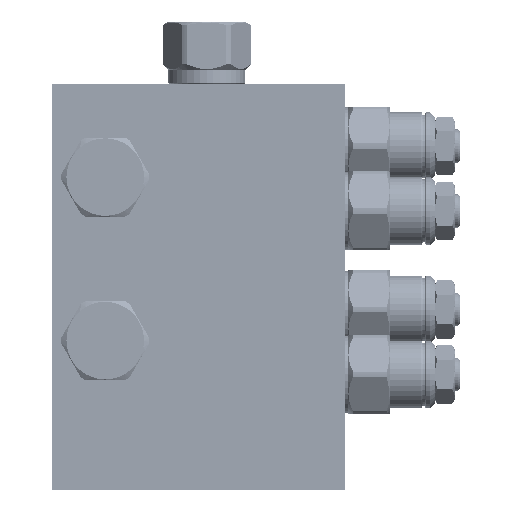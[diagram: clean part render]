
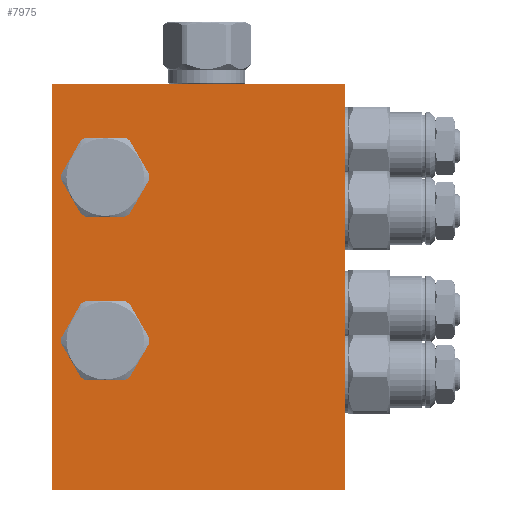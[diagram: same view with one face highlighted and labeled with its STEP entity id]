
A CAD part, left-side view. The second image highlights one B-rep face of the part: STEP entity #7975.
In plain terms, the highlighted planar face has unit normal (-1, 0, 0).
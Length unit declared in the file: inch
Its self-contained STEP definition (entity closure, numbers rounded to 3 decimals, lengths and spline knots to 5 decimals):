
#1=DIRECTION('',(0.,-1.,0.));
#2=VECTOR('',#1,3.25);
#3=CARTESIAN_POINT('',(0.,0.,0.));
#4=LINE('',#3,#2);
#47=DIRECTION('',(0.,0.,1.));
#48=VECTOR('',#47,4.5);
#49=CARTESIAN_POINT('',(0.,0.,0.));
#50=LINE('',#49,#48);
#51=CARTESIAN_POINT('',(0.,-0.594,3.469));
#52=DIRECTION('',(1.,0.,0.));
#53=DIRECTION('',(0.,0.,-1.));
#54=AXIS2_PLACEMENT_3D('',#51,#52,#53);
#56=CARTESIAN_POINT('',(0.,-0.594,3.469));
#57=DIRECTION('',(1.,0.,0.));
#58=DIRECTION('',(0.,0.,1.));
#59=AXIS2_PLACEMENT_3D('',#56,#57,#58);
#61=CARTESIAN_POINT('',(0.,-0.594,1.656));
#62=DIRECTION('',(1.,0.,0.));
#63=DIRECTION('',(0.,0.,-1.));
#64=AXIS2_PLACEMENT_3D('',#61,#62,#63);
#66=CARTESIAN_POINT('',(0.,-0.594,1.656));
#67=DIRECTION('',(1.,0.,0.));
#68=DIRECTION('',(0.,0.,1.));
#69=AXIS2_PLACEMENT_3D('',#66,#67,#68);
#119=DIRECTION('',(0.,0.,1.));
#120=VECTOR('',#119,4.5);
#121=CARTESIAN_POINT('',(0.,-3.25,0.));
#122=LINE('',#121,#120);
#203=DIRECTION('',(0.,-1.,0.));
#204=VECTOR('',#203,3.25);
#205=CARTESIAN_POINT('',(0.,0.,4.5));
#206=LINE('',#205,#204);
#6957=CARTESIAN_POINT('',(0.,0.,0.));
#6958=CARTESIAN_POINT('',(0.,-3.25,0.));
#6959=VERTEX_POINT('',#6957);
#6960=VERTEX_POINT('',#6958);
#6965=CARTESIAN_POINT('',(0.,0.,4.5));
#6966=CARTESIAN_POINT('',(0.,-3.25,4.5));
#6967=VERTEX_POINT('',#6965);
#6968=VERTEX_POINT('',#6966);
#7225=CARTESIAN_POINT('',(0.,-0.594,3.0385));
#7226=CARTESIAN_POINT('',(0.,-0.594,3.8995));
#7227=VERTEX_POINT('',#7225);
#7228=VERTEX_POINT('',#7226);
#7283=CARTESIAN_POINT('',(0.,-0.594,1.2255));
#7284=CARTESIAN_POINT('',(0.,-0.594,2.0865));
#7285=VERTEX_POINT('',#7283);
#7286=VERTEX_POINT('',#7284);
#7949=CARTESIAN_POINT('',(0.,0.,0.));
#7950=DIRECTION('',(-1.,0.,0.));
#7951=DIRECTION('',(0.,-1.,0.));
#7952=AXIS2_PLACEMENT_3D('',#7949,#7950,#7951);
#7953=PLANE('',#7952);
#7954=ORIENTED_EDGE('',*,*,#7920,.F.);
#7956=ORIENTED_EDGE('',*,*,#7955,.T.);
#7958=ORIENTED_EDGE('',*,*,#7957,.T.);
#7960=ORIENTED_EDGE('',*,*,#7959,.F.);
#7961=EDGE_LOOP('',(#7954,#7956,#7958,#7960));
#7962=FACE_OUTER_BOUND('',#7961,.F.);
#7964=ORIENTED_EDGE('',*,*,#7963,.F.);
#7966=ORIENTED_EDGE('',*,*,#7965,.F.);
#7967=EDGE_LOOP('',(#7964,#7966));
#7968=FACE_BOUND('',#7967,.F.);
#7970=ORIENTED_EDGE('',*,*,#7969,.F.);
#7972=ORIENTED_EDGE('',*,*,#7971,.F.);
#7973=EDGE_LOOP('',(#7970,#7972));
#7974=FACE_BOUND('',#7973,.F.);
#7975=ADVANCED_FACE('',(#7962,#7968,#7974),#7953,.T.);
#55=CIRCLE('',#54,0.4305);
#60=CIRCLE('',#59,0.4305);
#65=CIRCLE('',#64,0.4305);
#70=CIRCLE('',#69,0.4305);
#7920=EDGE_CURVE('',#6959,#6960,#4,.T.);
#7955=EDGE_CURVE('',#6959,#6967,#50,.T.);
#7957=EDGE_CURVE('',#6967,#6968,#206,.T.);
#7959=EDGE_CURVE('',#6960,#6968,#122,.T.);
#7963=EDGE_CURVE('',#7227,#7228,#55,.T.);
#7965=EDGE_CURVE('',#7228,#7227,#60,.T.);
#7969=EDGE_CURVE('',#7285,#7286,#65,.T.);
#7971=EDGE_CURVE('',#7286,#7285,#70,.T.);
